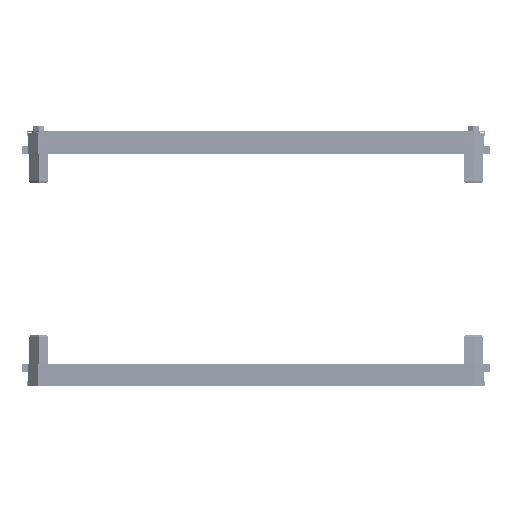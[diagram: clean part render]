
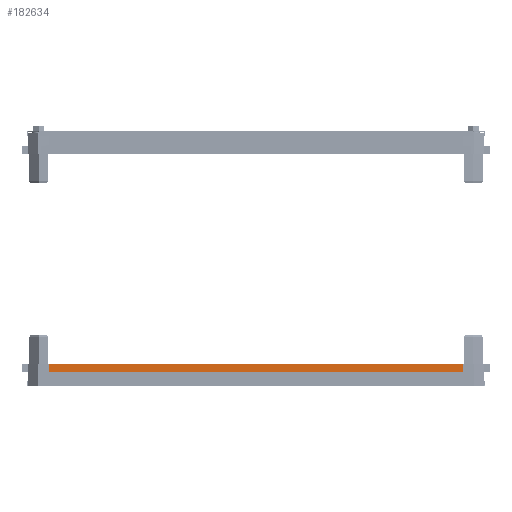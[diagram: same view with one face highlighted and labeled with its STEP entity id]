
A CAD part, front view. The second image highlights one B-rep face of the part: STEP entity #182634.
In plain terms, the highlighted planar face has unit normal (0, -1, 0).
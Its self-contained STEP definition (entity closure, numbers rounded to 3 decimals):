
#2117 = ORIENTED_EDGE ( 'NONE', *, *, #23202, .F. ) ;
#6343 = ORIENTED_EDGE ( 'NONE', *, *, #168548, .T. ) ;
#12091 = DIRECTION ( 'NONE',  ( -1., 0., 0. ) ) ;
#16043 = LINE ( 'NONE', #178019, #112718 ) ;
#23202 = EDGE_CURVE ( 'NONE', #187423, #33144, #230391, .T. ) ;
#33144 = VERTEX_POINT ( 'NONE', #156767 ) ;
#41551 = CARTESIAN_POINT ( 'NONE',  ( 153.95, -791.6, 22.4 ) ) ;
#43056 = DIRECTION ( 'NONE',  ( -1., 0., 0. ) ) ;
#56393 = VERTEX_POINT ( 'NONE', #114306 ) ;
#85921 = EDGE_CURVE ( 'NONE', #56393, #187423, #16043, .T. ) ;
#111338 = CARTESIAN_POINT ( 'NONE',  ( -554.05, -791.6, 32.6 ) ) ;
#112718 = VECTOR ( 'NONE', #231992, 1000. ) ;
#114306 = CARTESIAN_POINT ( 'NONE',  ( 153.95, -791.6, 35.4 ) ) ;
#119586 = VECTOR ( 'NONE', #203698, 1000. ) ;
#120949 = CARTESIAN_POINT ( 'NONE',  ( 153.95, -791.6, 32.6 ) ) ;
#122507 = VECTOR ( 'NONE', #12091, 1000. ) ;
#125987 = CARTESIAN_POINT ( 'NONE',  ( 153.95, -791.6, 22.4 ) ) ;
#137768 = DIRECTION ( 'NONE',  ( 0., 1., 0. ) ) ;
#143358 = VERTEX_POINT ( 'NONE', #198272 ) ;
#156767 = CARTESIAN_POINT ( 'NONE',  ( -554.05, -791.6, 22.4 ) ) ;
#162390 = EDGE_LOOP ( 'NONE', ( #163232, #2117, #231105, #6343 ) ) ;
#163232 = ORIENTED_EDGE ( 'NONE', *, *, #215861, .T. ) ;
#167691 = LINE ( 'NONE', #111338, #119586 ) ;
#167897 = AXIS2_PLACEMENT_3D ( 'NONE', #120949, #137768, #43056 ) ;
#168548 = EDGE_CURVE ( 'NONE', #56393, #143358, #216325, .T. ) ;
#178019 = CARTESIAN_POINT ( 'NONE',  ( 153.95, -791.6, 32.6 ) ) ;
#182634 = ADVANCED_FACE ( 'NONE', ( #212129 ), #226565, .F. ) ;
#187423 = VERTEX_POINT ( 'NONE', #41551 ) ;
#198272 = CARTESIAN_POINT ( 'NONE',  ( -554.05, -791.6, 35.4 ) ) ;
#203698 = DIRECTION ( 'NONE',  ( 0., 0., -1. ) ) ;
#208010 = VECTOR ( 'NONE', #234301, 1000. ) ;
#212129 = FACE_OUTER_BOUND ( 'NONE', #162390, .T. ) ;
#215861 = EDGE_CURVE ( 'NONE', #143358, #33144, #167691, .T. ) ;
#216325 = LINE ( 'NONE', #231947, #208010 ) ;
#226565 = PLANE ( 'NONE',  #167897 ) ;
#230391 = LINE ( 'NONE', #125987, #122507 ) ;
#231105 = ORIENTED_EDGE ( 'NONE', *, *, #85921, .F. ) ;
#231947 = CARTESIAN_POINT ( 'NONE',  ( 153.95, -791.6, 35.4 ) ) ;
#231992 = DIRECTION ( 'NONE',  ( 0., 0., -1. ) ) ;
#234301 = DIRECTION ( 'NONE',  ( -1., 0., 0. ) ) ;
